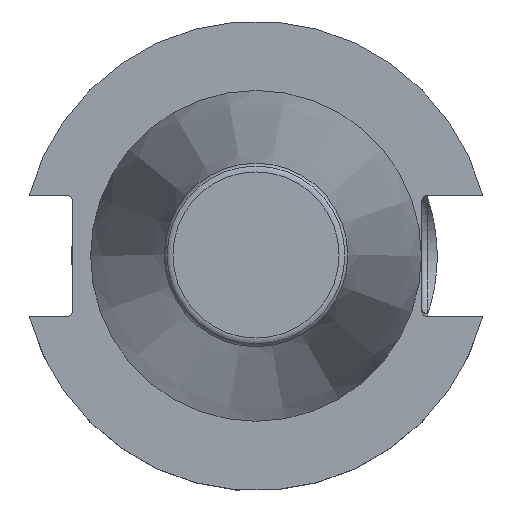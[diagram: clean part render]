
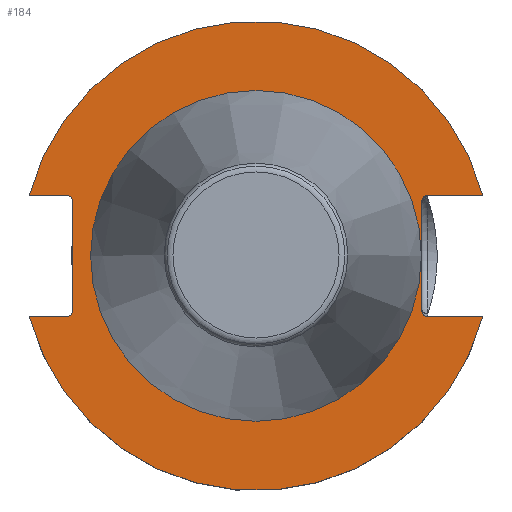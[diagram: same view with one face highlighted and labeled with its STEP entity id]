
A CAD part, top view. The second image highlights one B-rep face of the part: STEP entity #184.
In plain terms, the highlighted planar face has unit normal (0, 0, 1).
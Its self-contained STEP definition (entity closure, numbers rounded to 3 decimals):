
#184=ADVANCED_FACE('',(#270,#271),#252,.F.);
#252=PLANE('',#1117);
#270=FACE_BOUND('',#316,.T.);
#271=FACE_BOUND('',#317,.T.);
#316=EDGE_LOOP('',(#489,#490,#491,#492,#493,#494,#495,#496,#497,#498,#499,
#500));
#317=EDGE_LOOP('',(#501));
#405=LINE('',#1542,#447);
#406=LINE('',#1546,#448);
#407=LINE('',#1550,#449);
#408=LINE('',#1554,#450);
#409=LINE('',#1558,#451);
#410=LINE('',#1562,#452);
#447=VECTOR('',#1244,1.);
#448=VECTOR('',#1247,1.);
#449=VECTOR('',#1250,1.);
#450=VECTOR('',#1253,1.);
#451=VECTOR('',#1256,1.);
#452=VECTOR('',#1259,1.);
#489=ORIENTED_EDGE('',*,*,#876,.T.);
#490=ORIENTED_EDGE('',*,*,#877,.F.);
#491=ORIENTED_EDGE('',*,*,#878,.T.);
#492=ORIENTED_EDGE('',*,*,#879,.T.);
#493=ORIENTED_EDGE('',*,*,#880,.T.);
#494=ORIENTED_EDGE('',*,*,#881,.F.);
#495=ORIENTED_EDGE('',*,*,#882,.T.);
#496=ORIENTED_EDGE('',*,*,#883,.T.);
#497=ORIENTED_EDGE('',*,*,#884,.T.);
#498=ORIENTED_EDGE('',*,*,#885,.T.);
#499=ORIENTED_EDGE('',*,*,#886,.T.);
#500=ORIENTED_EDGE('',*,*,#887,.F.);
#501=ORIENTED_EDGE('',*,*,#888,.T.);
#773=VERTEX_POINT('',#1540);
#774=VERTEX_POINT('',#1541);
#775=VERTEX_POINT('',#1543);
#776=VERTEX_POINT('',#1545);
#777=VERTEX_POINT('',#1547);
#778=VERTEX_POINT('',#1549);
#779=VERTEX_POINT('',#1551);
#780=VERTEX_POINT('',#1553);
#781=VERTEX_POINT('',#1555);
#782=VERTEX_POINT('',#1557);
#783=VERTEX_POINT('',#1559);
#784=VERTEX_POINT('',#1561);
#785=VERTEX_POINT('',#1564);
#876=EDGE_CURVE('',#773,#774,#1018,.T.);
#877=EDGE_CURVE('',#775,#774,#405,.T.);
#878=EDGE_CURVE('',#775,#776,#1019,.T.);
#879=EDGE_CURVE('',#776,#777,#406,.T.);
#880=EDGE_CURVE('',#777,#778,#1020,.T.);
#881=EDGE_CURVE('',#779,#778,#407,.T.);
#882=EDGE_CURVE('',#779,#780,#1021,.T.);
#883=EDGE_CURVE('',#780,#781,#408,.T.);
#884=EDGE_CURVE('',#781,#782,#1022,.T.);
#885=EDGE_CURVE('',#782,#783,#409,.T.);
#886=EDGE_CURVE('',#783,#784,#1023,.T.);
#887=EDGE_CURVE('',#773,#784,#410,.T.);
#888=EDGE_CURVE('',#785,#785,#1024,.T.);
#1018=CIRCLE('',#1110,0.8);
#1019=CIRCLE('',#1111,0.8);
#1020=CIRCLE('',#1112,31.75);
#1021=CIRCLE('',#1113,0.8);
#1022=CIRCLE('',#1114,0.8);
#1023=CIRCLE('',#1115,31.75);
#1024=CIRCLE('',#1116,22.371);
#1110=AXIS2_PLACEMENT_3D('',#1539,#1242,#1243);
#1111=AXIS2_PLACEMENT_3D('',#1544,#1245,#1246);
#1112=AXIS2_PLACEMENT_3D('',#1548,#1248,#1249);
#1113=AXIS2_PLACEMENT_3D('',#1552,#1251,#1252);
#1114=AXIS2_PLACEMENT_3D('',#1556,#1254,#1255);
#1115=AXIS2_PLACEMENT_3D('',#1560,#1257,#1258);
#1116=AXIS2_PLACEMENT_3D('',#1563,#1260,#1261);
#1117=AXIS2_PLACEMENT_3D('',#1565,#1262,#1263);
#1242=DIRECTION('',(0.,0.,-1.));
#1243=DIRECTION('',(0.,1.,0.));
#1244=DIRECTION('',(0.,1.,0.));
#1245=DIRECTION('',(0.,0.,-1.));
#1246=DIRECTION('',(1.,0.,0.));
#1247=DIRECTION('',(-1.,0.,0.));
#1248=DIRECTION('',(0.,0.,1.));
#1249=DIRECTION('',(-0.966,-0.258,0.));
#1250=DIRECTION('',(1.,0.,0.));
#1251=DIRECTION('',(0.,0.,-1.));
#1252=DIRECTION('',(0.,-1.,0.));
#1253=DIRECTION('',(0.,1.,0.));
#1254=DIRECTION('',(0.,0.,-1.));
#1255=DIRECTION('',(-1.,0.,0.));
#1256=DIRECTION('',(1.,0.,0.));
#1257=DIRECTION('',(0.,0.,1.));
#1258=DIRECTION('',(0.966,0.258,0.));
#1259=DIRECTION('',(-1.,0.,0.));
#1260=DIRECTION('',(0.,0.,-1.));
#1261=DIRECTION('',(-1.,0.,0.));
#1262=DIRECTION('',(0.,0.,-1.));
#1263=DIRECTION('',(1.,0.,0.));
#1539=CARTESIAN_POINT('',(-25.63,7.39,-1.));
#1540=CARTESIAN_POINT('',(-25.63,8.19,-1.));
#1541=CARTESIAN_POINT('',(-24.83,7.39,-1.));
#1542=CARTESIAN_POINT('',(-24.83,-7.39,-1.));
#1543=CARTESIAN_POINT('',(-24.83,-7.39,-1.));
#1544=CARTESIAN_POINT('',(-25.63,-7.39,-1.));
#1545=CARTESIAN_POINT('',(-25.63,-8.19,-1.));
#1546=CARTESIAN_POINT('',(-25.63,-8.19,-1.));
#1547=CARTESIAN_POINT('',(-30.676,-8.19,-1.));
#1548=CARTESIAN_POINT('',(0.,0.,-1.));
#1549=CARTESIAN_POINT('',(30.676,-8.19,-1.));
#1550=CARTESIAN_POINT('',(23.22,-8.19,-1.));
#1551=CARTESIAN_POINT('',(23.22,-8.19,-1.));
#1552=CARTESIAN_POINT('',(23.22,-7.39,-1.));
#1553=CARTESIAN_POINT('',(22.42,-7.39,-1.));
#1554=CARTESIAN_POINT('',(22.42,-7.39,-1.));
#1555=CARTESIAN_POINT('',(22.42,7.39,-1.));
#1556=CARTESIAN_POINT('',(23.22,7.39,-1.));
#1557=CARTESIAN_POINT('',(23.22,8.19,-1.));
#1558=CARTESIAN_POINT('',(23.22,8.19,-1.));
#1559=CARTESIAN_POINT('',(30.676,8.19,-1.));
#1560=CARTESIAN_POINT('',(0.,0.,-1.));
#1561=CARTESIAN_POINT('',(-30.676,8.19,-1.));
#1562=CARTESIAN_POINT('',(-25.63,8.19,-1.));
#1563=CARTESIAN_POINT('',(0.,0.,-1.));
#1564=CARTESIAN_POINT('',(-22.371,0.,-1.));
#1565=CARTESIAN_POINT('',(0.,22.371,-1.));
